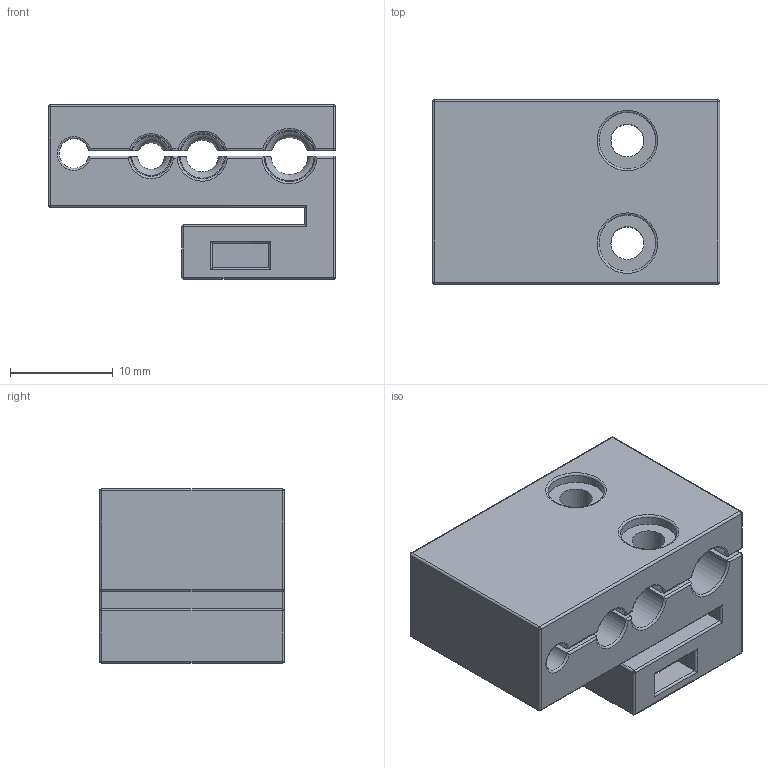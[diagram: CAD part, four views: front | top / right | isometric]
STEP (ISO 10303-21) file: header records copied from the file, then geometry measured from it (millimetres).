
FILE_DESCRIPTION(/* description */ (''),/* implementation_level */ '2;1');
FILE_NAME(/* name */ 'Kabelhalter v5.step',/* time_stamp */ '2025-06-15T14:57:40+02:00',/* author */ (''),/* organization */ (''),/* preprocessor_version */ 'ST-DEVELOPER v20.1',/* originating_system */ 'Autodesk Translation Framework v14.10.0.0',/* authorisation */ '');
FILE_SCHEMA (('AUTOMOTIVE_DESIGN { 1 0 10303 214 3 1 1 }'));
Length unit declared in the file: millimetre
Products named in the file (1): Kabelhalter
Bounding box: 28 x 18 x 17 mm (x, y, z)
Volume: 5095.2 mm3; surface area: 4259.6 mm2
Topology: 1 solids, 1 shells, 164 faces, 384 edges, 226 vertices
Faces by surface type: cylinder 80, plane 43, torus 25, sphere 16
Full cylindrical faces by diameter (mm): 3.2 x8, 5.5 x2
Entity records: 5065 total; most frequent: CARTESIAN_POINT 1217, DIRECTION 838, ORIENTED_EDGE 768, EDGE_CURVE 384, AXIS2_PLACEMENT_3D 323, VERTEX_POINT 226, LINE 192, VECTOR 192
